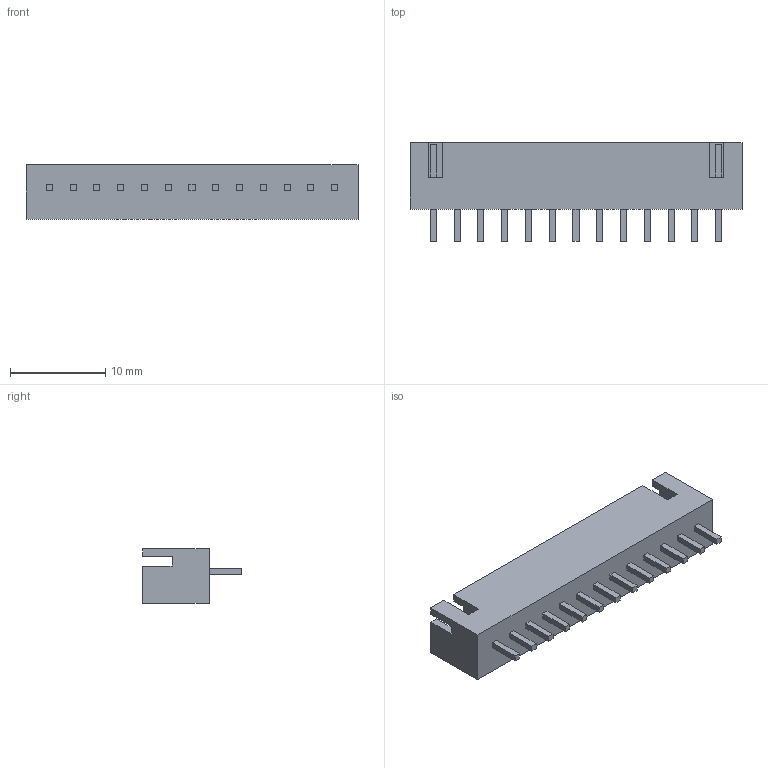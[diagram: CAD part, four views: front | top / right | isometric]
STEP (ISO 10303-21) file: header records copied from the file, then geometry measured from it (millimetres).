
FILE_DESCRIPTION (( 'STEP AP214' ), '1' );
FILE_NAME ('B13B-XH-A.STEP', '2010-06-10T12:18:59', ( '9g-mnaganawa' ), ( 'ｊｓｔ－ｏｅｃ' ), 'SwSTEP 2.0', 'SolidWorks 2005235', '' );
FILE_SCHEMA (( 'AUTOMOTIVE_DESIGN' ));
Length unit declared in the file: millimetre
Products named in the file (1): B13B-XH-A
Bounding box: 34.9 x 10.4 x 5.75 mm (x, y, z)
Volume: 792.9 mm3; surface area: 1572.9 mm2
Topology: 1 solids, 1 shells, 154 faces, 378 edges, 252 vertices
Faces by surface type: plane 154
Entity records: 5895 total; most frequent: CARTESIAN_POINT 785, ORIENTED_EDGE 756, DIRECTION 688, EDGE_CURVE 378, VECTOR 378, LINE 378, VERTEX_POINT 252, EDGE_LOOP 180
